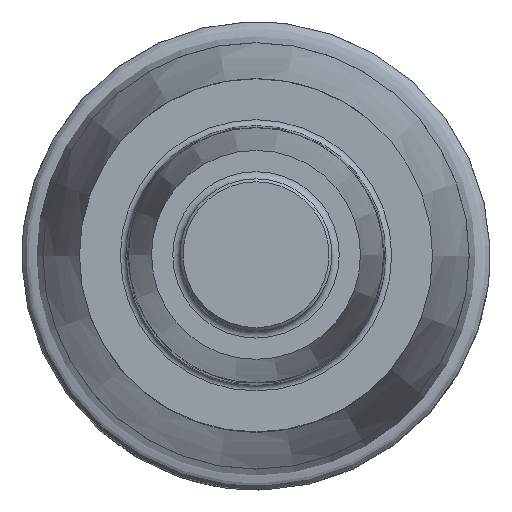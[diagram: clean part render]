
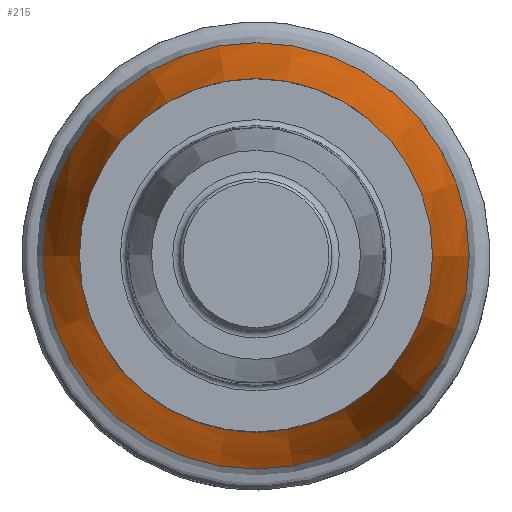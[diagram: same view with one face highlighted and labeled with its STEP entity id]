
A CAD part, top view. The second image highlights one B-rep face of the part: STEP entity #215.
In plain terms, the highlighted conical face has half-angle 12.292 degrees and reference radius 12.1 mm.
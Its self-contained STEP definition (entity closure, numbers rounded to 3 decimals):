
#152=CONICAL_SURFACE('',#657,12.1,12.292);
#170=FACE_BOUND('',#282,.T.);
#171=FACE_BOUND('',#283,.T.);
#215=ADVANCED_FACE('S5',(#170,#171),#152,.T.);
#282=EDGE_LOOP('',(#344));
#283=EDGE_LOOP('',(#345));
#344=ORIENTED_EDGE('',*,*,#483,.T.);
#345=ORIENTED_EDGE('',*,*,#484,.F.);
#441=VERTEX_POINT('',#917);
#442=VERTEX_POINT('',#919);
#483=EDGE_CURVE('',#441,#441,#532,.T.);
#484=EDGE_CURVE('',#442,#442,#533,.T.);
#532=CIRCLE('',#655,14.604);
#533=CIRCLE('',#656,12.1);
#655=AXIS2_PLACEMENT_3D('',#916,#760,#761);
#656=AXIS2_PLACEMENT_3D('',#918,#762,#763);
#657=AXIS2_PLACEMENT_3D('',#920,#764,#765);
#760=DIRECTION('',(0.,0.,1.));
#761=DIRECTION('',(-1.,0.,0.));
#762=DIRECTION('',(0.,0.,1.));
#763=DIRECTION('',(-1.,0.,0.));
#764=DIRECTION('',(0.,0.,-1.));
#765=DIRECTION('',(-1.,0.,0.));
#916=CARTESIAN_POINT('',(0.,0.,-21.492));
#917=CARTESIAN_POINT('',(-14.604,0.,-21.492));
#918=CARTESIAN_POINT('',(0.,0.,-10.));
#919=CARTESIAN_POINT('',(-12.1,0.,-10.));
#920=CARTESIAN_POINT('',(0.,0.,-10.));
